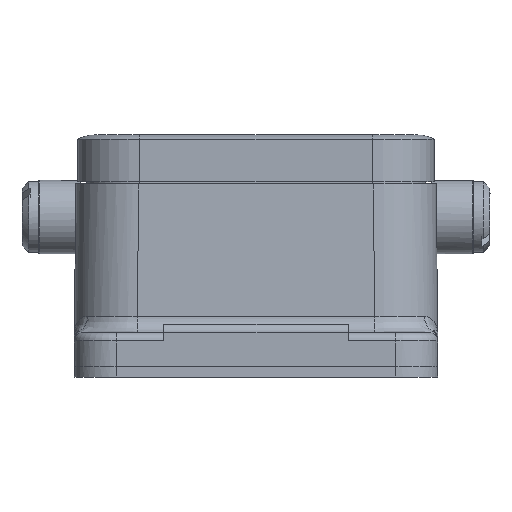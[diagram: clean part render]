
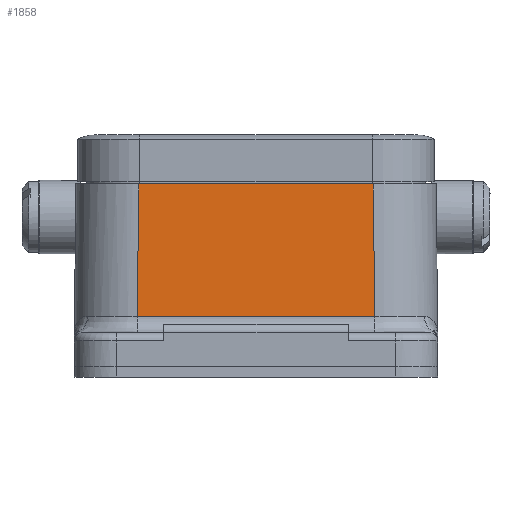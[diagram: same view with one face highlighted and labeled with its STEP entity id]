
A CAD part, left-side view. The second image highlights one B-rep face of the part: STEP entity #1858.
In plain terms, the highlighted planar face has unit normal (-1, 0, 0.026).
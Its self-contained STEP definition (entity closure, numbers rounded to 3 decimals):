
#1858=ADVANCED_FACE('',(#2440),#2090,.T.);
#2090=PLANE('',#11587);
#2440=FACE_OUTER_BOUND('',#2834,.T.);
#2834=EDGE_LOOP('',(#4376,#4377,#4378,#4379));
#4376=ORIENTED_EDGE('',*,*,#6347,.T.);
#4377=ORIENTED_EDGE('',*,*,#6389,.T.);
#4378=ORIENTED_EDGE('',*,*,#6345,.T.);
#4379=ORIENTED_EDGE('',*,*,#6390,.T.);
#5433=VERTEX_POINT('',#18125);
#5436=VERTEX_POINT('',#18180);
#5444=VERTEX_POINT('',#18343);
#5446=VERTEX_POINT('',#18349);
#6345=EDGE_CURVE('',#5436,#5444,#8988,.T.);
#6347=EDGE_CURVE('',#5446,#5433,#8990,.T.);
#6389=EDGE_CURVE('',#5433,#5436,#9021,.T.);
#6390=EDGE_CURVE('',#5444,#5446,#9022,.T.);
#8988=LINE('',#18344,#9703);
#8990=LINE('',#18348,#9705);
#9021=LINE('',#18431,#9736);
#9022=LINE('',#18432,#9737);
#9703=VECTOR('',#13366,1.);
#9705=VECTOR('',#13370,1.);
#9736=VECTOR('',#13463,1.);
#9737=VECTOR('',#13464,1.);
#11587=AXIS2_PLACEMENT_3D('',#18433,#13465,#13466);
#13366=DIRECTION('',(0.026,0.011,1.));
#13370=DIRECTION('',(-0.026,0.011,-1.));
#13463=DIRECTION('',(0.,-1.,0.));
#13464=DIRECTION('',(0.,1.,0.));
#13465=DIRECTION('',(-1.,0.,0.026));
#13466=DIRECTION('',(0.026,0.,1.));
#18125=CARTESIAN_POINT('',(-60.214,14.18,-10.102));
#18180=CARTESIAN_POINT('',(-60.214,-14.18,-10.102));
#18343=CARTESIAN_POINT('',(-59.8,-14.002,5.7));
#18344=CARTESIAN_POINT('',(-59.802,-14.003,5.616));
#18348=CARTESIAN_POINT('',(-60.267,14.203,-12.134));
#18349=CARTESIAN_POINT('',(-59.8,14.002,5.7));
#18431=CARTESIAN_POINT('',(-60.214,-14.202,-10.102));
#18432=CARTESIAN_POINT('',(-59.8,-21.5,5.7));
#18433=CARTESIAN_POINT('',(-59.8,0.,5.7));
